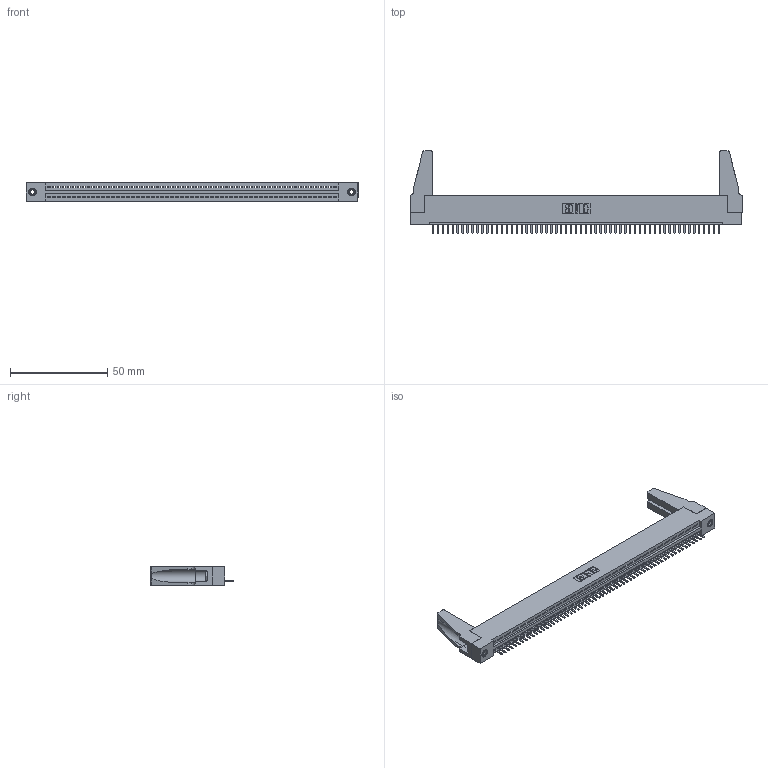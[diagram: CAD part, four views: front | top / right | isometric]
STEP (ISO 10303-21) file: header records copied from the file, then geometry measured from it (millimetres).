
FILE_DESCRIPTION (( 'STEP AP203' ), '1' );
FILE_NAME ('395-059-520-188.STEP', '2019-10-24T07:10:44', ( '' ), ( '' ), 'SwSTEP 2.0', 'SolidWorks 2016', '' );
FILE_SCHEMA (( 'CONFIG_CONTROL_DESIGN' ));
Length unit declared in the file: inch
Products named in the file (5): 345 Part_Flush Mounting Lugs - 0.156 Dia-TH; 395-059-520-188; 345-292-001_345-293-120; 345-250-001_345-250-001-102; 345-220-078_345-220-088
Assembly tree (64 placements, depth 2):
  395-059-520-188
    345 Part_Flush Mounting Lugs - 0.156 Dia-TH
    345-292-001_345-293-120  x59
    345-250-001_345-250-001-102  x2
    345-220-078_345-220-088  x2
Bounding box: 171.09 x 42.55 x 9.4 mm (x, y, z)
Volume: 19472.8 mm3; surface area: 24360.4 mm2
Topology: 64 solids, 64 shells, 3908 faces, 11511 edges, 7506 vertices
Faces by surface type: plane 2630, cylinder 1262, cone 12, torus 4
Entity records: 44378 total; most frequent: CARTESIAN_POINT 7687, ORIENTED_EDGE 7628, DIRECTION 6684, EDGE_CURVE 3814, VECTOR 3400, LINE 3400, VERTEX_POINT 2534, AXIS2_PLACEMENT_3D 1642
